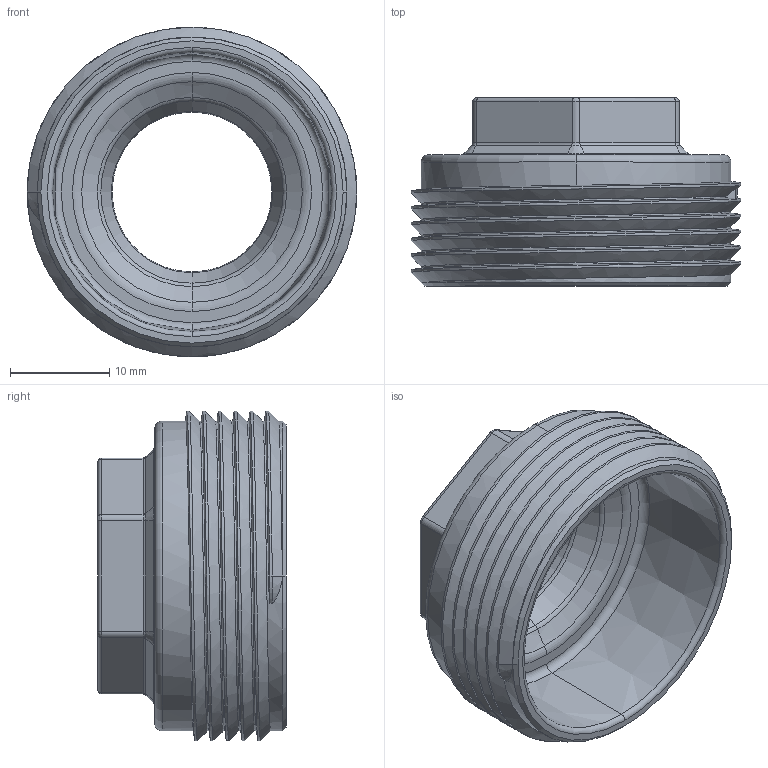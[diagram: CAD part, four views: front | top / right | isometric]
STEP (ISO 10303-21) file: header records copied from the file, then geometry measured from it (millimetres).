
FILE_DESCRIPTION((''),'2;1');
FILE_NAME('G_137304_MOLD','2010-08-05T',('9jconnol'),(''),'PRO/ENGINEER BY PARAMETRIC TECHNOLOGY CORPORATION, 2007460','PRO/ENGINEER BY PARAMETRIC TECHNOLOGY CORPORATION, 2007460','');
FILE_SCHEMA(('CONFIG_CONTROL_DESIGN'));
Length unit declared in the file: inch
Products named in the file (1): G_137304_MOLD
Bounding box: 33.23 x 18.98 x 33.23 mm (x, y, z)
Volume: 4034.1 mm3; surface area: 4704.6 mm2
Topology: 1 solids, 1 shells, 117 faces, 263 edges, 151 vertices
Faces by surface type: cylinder 41, torus 26, plane 20, cone 18, bspline 12
Entity records: 5158 total; most frequent: CARTESIAN_POINT 2547, DIRECTION 559, ORIENTED_EDGE 526, EDGE_CURVE 263, AXIS2_PLACEMENT_3D 230, VERTEX_POINT 151, CIRCLE 125, EDGE_LOOP 122
